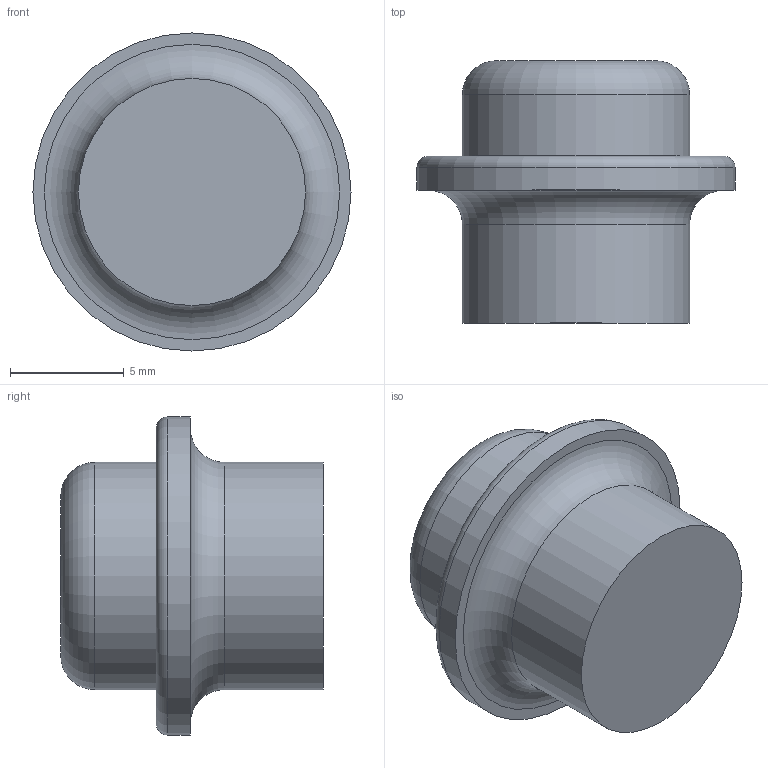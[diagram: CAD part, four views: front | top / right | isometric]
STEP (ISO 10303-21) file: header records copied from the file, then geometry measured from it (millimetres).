
FILE_DESCRIPTION(/* description */ (''),/* implementation_level */ '2;1');
FILE_NAME(/* name */ 'ButtonNormal.step',/* time_stamp */ '2023-09-03T17:51:02+02:00',/* author */ (''),/* organization */ (''),/* preprocessor_version */ 'ST-DEVELOPER v20',/* originating_system */ 'Autodesk Translation Framework v12.9.0.99',/* authorisation */ '');
FILE_SCHEMA (('AUTOMOTIVE_DESIGN { 1 0 10303 214 3 1 1 }'));
Length unit declared in the file: millimetre
Products named in the file (1): Button
Bounding box: 14 x 11.55 x 14 mm (x, y, z)
Volume: 1019.9 mm3; surface area: 639.6 mm2
Topology: 1 solids, 1 shells, 10 faces, 18 edges, 12 vertices
Faces by surface type: plane 4, torus 3, cylinder 3
Full cylindrical faces by diameter (mm): 10 x2, 14 x1
Entity records: 290 total; most frequent: DIRECTION 55, CARTESIAN_POINT 41, ORIENTED_EDGE 36, AXIS2_PLACEMENT_3D 26, EDGE_CURVE 18, CIRCLE 15, EDGE_LOOP 12, VERTEX_POINT 12
